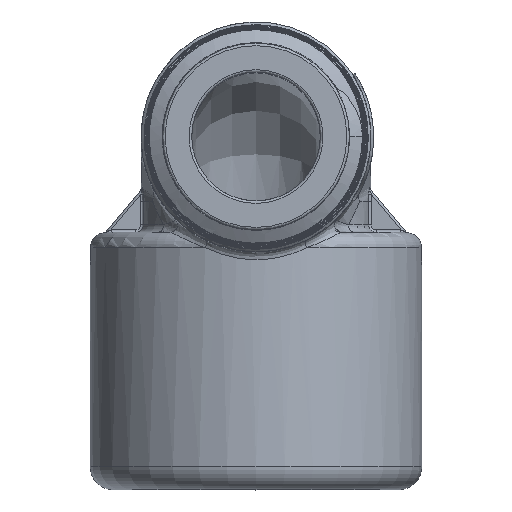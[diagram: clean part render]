
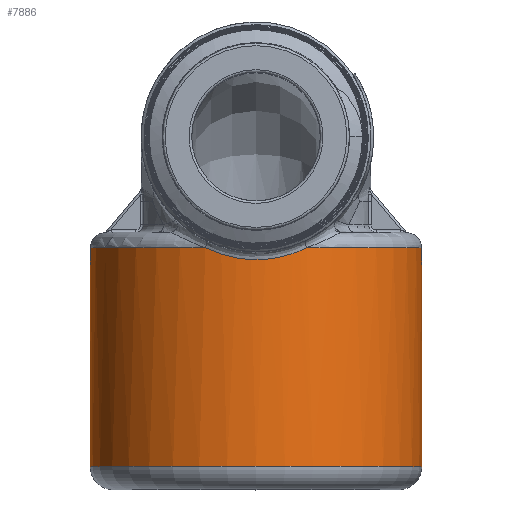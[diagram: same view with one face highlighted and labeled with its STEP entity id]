
A CAD part, top view. The second image highlights one B-rep face of the part: STEP entity #7886.
In plain terms, the highlighted cylindrical face has radius 16.383 mm (diameter 32.766 mm), a full revolution.
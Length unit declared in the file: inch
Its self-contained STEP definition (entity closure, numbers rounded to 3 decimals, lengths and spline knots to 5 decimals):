
#1512=CYLINDRICAL_SURFACE($,#8433,0.645);
#1575=FACE_BOUND($,#2912,.T.);
#1922=B_SPLINE_CURVE_WITH_KNOTS($,3,(#20081,#20082,#20083,#20084,#20085),
 .UNSPECIFIED.,.F.,.F.,(4,1,4),(-1.09508,-0.46932,0.),
 .UNSPECIFIED.);
#2405=FACE_OUTER_BOUND($,#2911,.T.);
#2911=EDGE_LOOP($,(#7369,#7370));
#2912=EDGE_LOOP($,(#7371));
#3108=CIRCLE($,#8364,0.645);
#3141=CIRCLE($,#8432,0.645);
#3836=VERTEX_POINT($,#20046);
#3837=VERTEX_POINT($,#20079);
#3905=VERTEX_POINT($,#22244);
#4933=EDGE_CURVE($,#3837,#3836,#1922,.T.);
#4991=EDGE_CURVE($,#3836,#3837,#3108,.T.);
#5068=EDGE_CURVE($,#3905,#3905,#3141,.T.);
#7369=ORIENTED_EDGE($,*,*,#4933,.F.);
#7370=ORIENTED_EDGE($,*,*,#4991,.F.);
#7371=ORIENTED_EDGE($,*,*,#5068,.F.);
#7886=ADVANCED_FACE($,(#2405,#1575),#1512,.T.);
#8364=AXIS2_PLACEMENT_3D($,#20609,#9844,#9845);
#8432=AXIS2_PLACEMENT_3D($,#22245,#9995,#9996);
#8433=AXIS2_PLACEMENT_3D($,#22246,#9997,#9998);
#9844=DIRECTION('center_axis',(0.,1.,0.));
#9845=DIRECTION('ref_axis',(0.,0.,-1.));
#9995=DIRECTION('center_axis',(0.,-1.,0.));
#9996=DIRECTION('ref_axis',(0.,0.,1.));
#9997=DIRECTION('center_axis',(0.,-1.,0.));
#9998=DIRECTION('ref_axis',(0.,0.,-1.));
#20046=CARTESIAN_POINT('',(0.19729,0.94,0.61409));
#20079=CARTESIAN_POINT('',(-0.19729,0.94,0.61409));
#20081=CARTESIAN_POINT('Ctrl Pts',(-0.19729,0.94,
0.61409));
#20082=CARTESIAN_POINT('Ctrl Pts',(-0.12935,0.90586,
0.63592));
#20083=CARTESIAN_POINT('Ctrl Pts',(0.011,0.87595,
0.65675));
#20084=CARTESIAN_POINT('Ctrl Pts',(0.14633,0.91439,
0.63046));
#20085=CARTESIAN_POINT('Ctrl Pts',(0.19729,0.94,
0.61409));
#20609=CARTESIAN_POINT('Origin',(0.,0.94,0.));
#22244=CARTESIAN_POINT('',(0.,0.09,-0.645));
#22245=CARTESIAN_POINT('Origin',(0.,0.09,0.));
#22246=CARTESIAN_POINT('Origin',(0.,0.5,0.));
